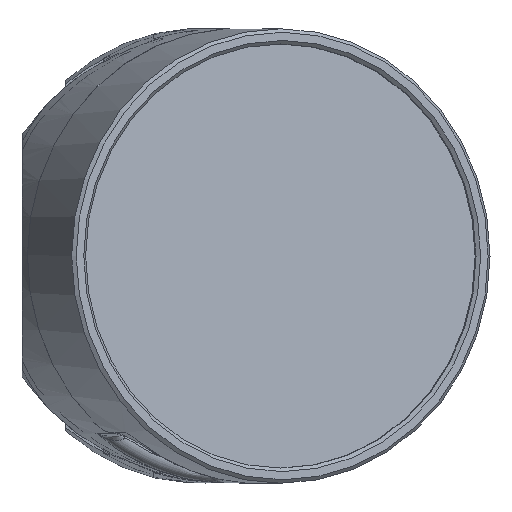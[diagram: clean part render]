
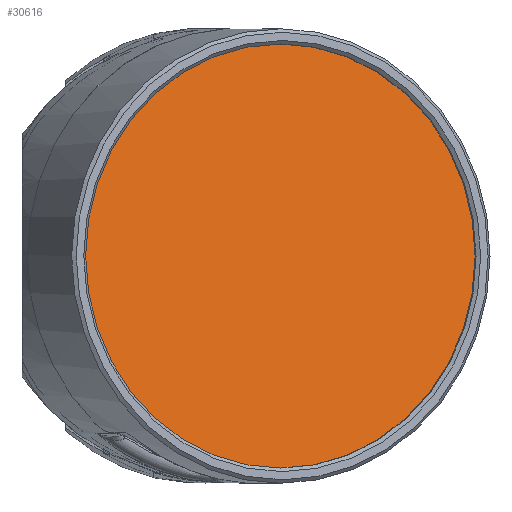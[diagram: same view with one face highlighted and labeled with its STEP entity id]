
A CAD part, top view. The second image highlights one B-rep face of the part: STEP entity #30616.
In plain terms, the highlighted face is planar.
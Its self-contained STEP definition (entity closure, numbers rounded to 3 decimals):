
#435=PLANE('',#32455);
#9863=FACE_OUTER_BOUND('',#11538,.T.);
#11538=EDGE_LOOP('',(#22168));
#13389=CIRCLE('',#32456,37.5);
#14130=VERTEX_POINT('',#44298);
#17254=EDGE_CURVE('',#14130,#14130,#13389,.T.);
#22168=ORIENTED_EDGE('',*,*,#17254,.F.);
#30616=ADVANCED_FACE('',(#9863),#435,.T.);
#32455=AXIS2_PLACEMENT_3D('',#44297,#34929,#34930);
#32456=AXIS2_PLACEMENT_3D('',#44299,#34931,#34932);
#34929=DIRECTION('center_axis',(0.,0.,1.));
#34930=DIRECTION('ref_axis',(-1.,0.,0.));
#34931=DIRECTION('center_axis',(0.,0.,-1.));
#34932=DIRECTION('ref_axis',(-1.,0.,0.));
#44297=CARTESIAN_POINT('Origin',(0.,0.,3.3));
#44298=CARTESIAN_POINT('',(37.5,0.,3.3));
#44299=CARTESIAN_POINT('Origin',(0.,0.,3.3));
